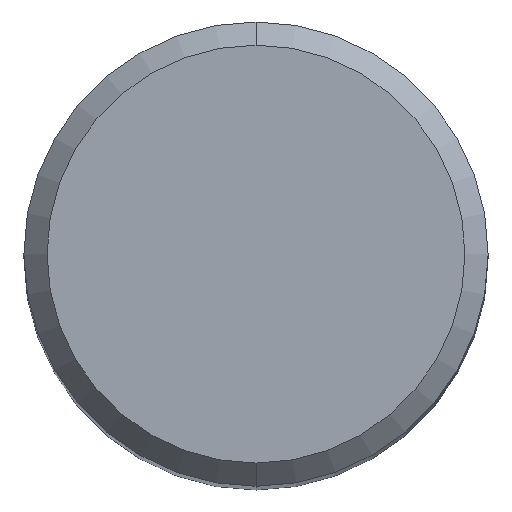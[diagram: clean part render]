
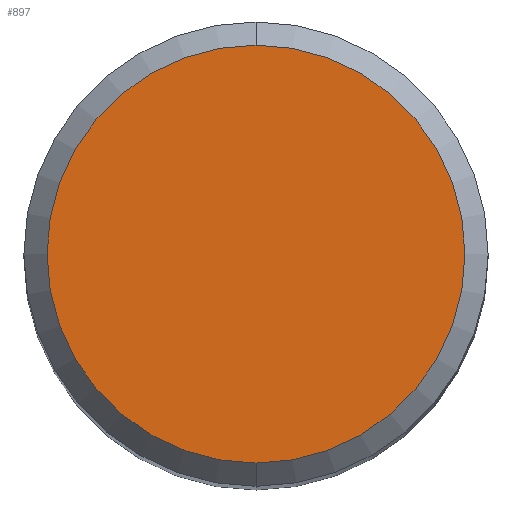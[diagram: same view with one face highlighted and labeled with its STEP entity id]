
A CAD part, top view. The second image highlights one B-rep face of the part: STEP entity #897.
In plain terms, the highlighted planar face has unit normal (0, 0, 1).
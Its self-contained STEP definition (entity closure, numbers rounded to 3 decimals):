
#399=VERTEX_POINT('',#1040);
#577=EDGE_CURVE('',#697,#399,#1235,.T.);
#697=VERTEX_POINT('',#1369);
#897=ADVANCED_FACE('',(#1585),#1586,.T.);
#911=EDGE_CURVE('',#399,#697,#1600,.T.);
#1040=CARTESIAN_POINT('',(0.,-5.4,0.0));
#1235=CIRCLE('',#3871,5.4);
#1369=CARTESIAN_POINT('',(0.0,5.4,0.0));
#1585=FACE_OUTER_BOUND('',#9128,.T.);
#1586=PLANE('',#9129);
#1600=CIRCLE('',#9217,5.4);
#3871=AXIS2_PLACEMENT_3D('',#9618,#9619,#9620);
#9128=EDGE_LOOP('',(#9984,#9985));
#9129=AXIS2_PLACEMENT_3D('',#9986,#9987,#9988);
#9217=AXIS2_PLACEMENT_3D('',#9989,#9990,#9991);
#9618=CARTESIAN_POINT('',(0.0,0.0,0.0));
#9619=DIRECTION('',(0.0,0.0,-1.0));
#9620=DIRECTION('',(0.0,1.0,0.0));
#9984=ORIENTED_EDGE('',*,*,#577,.F.);
#9985=ORIENTED_EDGE('',*,*,#911,.F.);
#9986=CARTESIAN_POINT('',(0.0,2.7,0.0));
#9987=DIRECTION('',(-0.0,0.0,1.0));
#9988=DIRECTION('',(0.0,-1.0,0.0));
#9989=CARTESIAN_POINT('',(0.0,0.0,0.0));
#9990=DIRECTION('',(0.0,0.0,-1.0));
#9991=DIRECTION('',(0.0,1.0,0.0));
